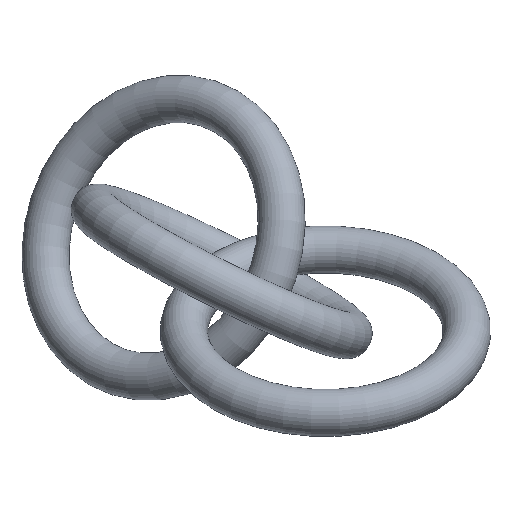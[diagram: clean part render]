
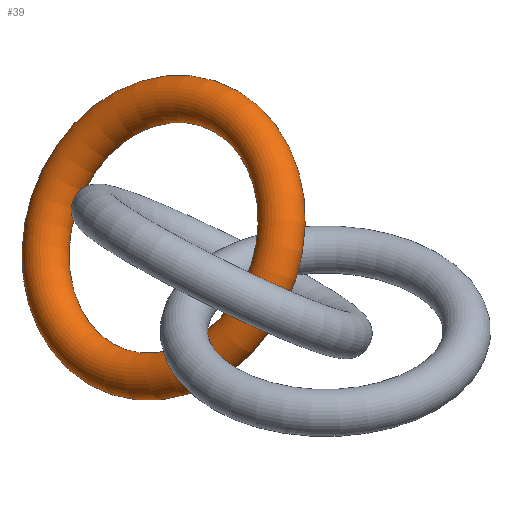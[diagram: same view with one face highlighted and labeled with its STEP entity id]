
A CAD part, isometric view. The second image highlights one B-rep face of the part: STEP entity #39.
In plain terms, the highlighted toroidal (fillet/blend) face has major radius 15 mm and minor radius 2.5 mm.
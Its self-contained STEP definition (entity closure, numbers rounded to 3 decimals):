
#27=FACE_OUTER_BOUND('',#28,.T.);
#28=EDGE_LOOP('',(#34,#35,#36,#37));
#29=CIRCLE('',#56,2.5);
#30=CIRCLE('',#57,12.5);
#31=VERTEX_POINT('',#80);
#32=EDGE_CURVE('',#31,#31,#29,.T.);
#33=EDGE_CURVE('',#31,#31,#30,.T.);
#34=ORIENTED_EDGE('',*,*,#32,.F.);
#35=ORIENTED_EDGE('',*,*,#33,.T.);
#36=ORIENTED_EDGE('',*,*,#32,.T.);
#37=ORIENTED_EDGE('',*,*,#33,.F.);
#38=TOROIDAL_SURFACE('',#55,15.,2.5);
#39=ADVANCED_FACE('',(#27),#38,.T.);
#55=AXIS2_PLACEMENT_3D('',#79,#65,#66);
#56=AXIS2_PLACEMENT_3D('',#81,#67,#68);
#57=AXIS2_PLACEMENT_3D('',#82,#69,#70);
#65=DIRECTION('center_axis',(0.,0.,1.));
#66=DIRECTION('ref_axis',(1.,0.,0.));
#67=DIRECTION('center_axis',(0.,-1.,0.));
#68=DIRECTION('ref_axis',(-1.,0.,0.));
#69=DIRECTION('center_axis',(0.,0.,-1.));
#70=DIRECTION('ref_axis',(1.,0.,0.));
#79=CARTESIAN_POINT('Origin',(0.,0.,0.));
#80=CARTESIAN_POINT('',(-12.5,0.,0.));
#81=CARTESIAN_POINT('Origin',(-15.,0.,0.));
#82=CARTESIAN_POINT('Origin',(0.,0.,0.));
